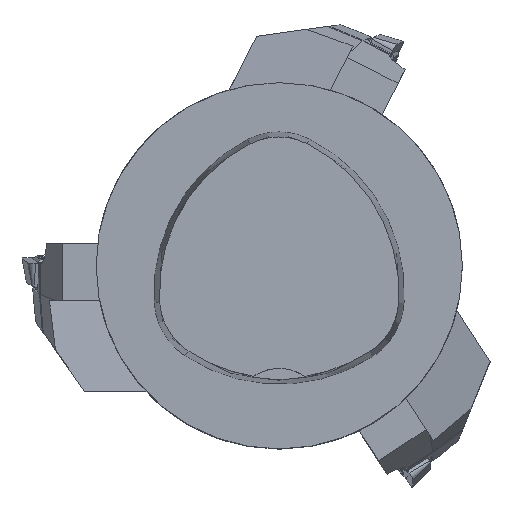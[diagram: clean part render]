
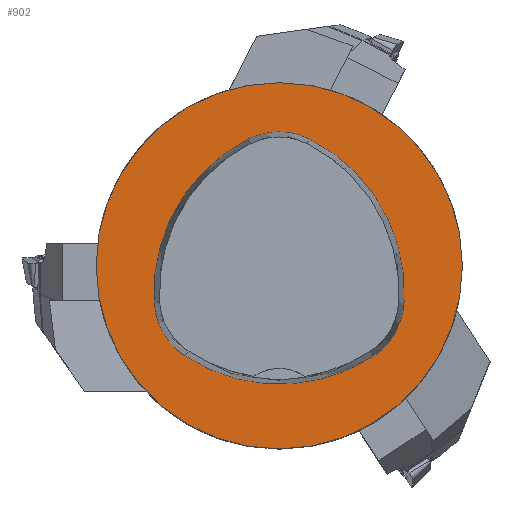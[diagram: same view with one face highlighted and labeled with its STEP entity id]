
A CAD part, top view. The second image highlights one B-rep face of the part: STEP entity #902.
In plain terms, the highlighted planar face has unit normal (0, 0, 1).
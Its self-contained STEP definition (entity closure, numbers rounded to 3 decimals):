
#200=PLANE('',#2927);
#902=ADVANCED_FACE('',(#1071,#1072),#200,.T.);
#1071=FACE_BOUND('',#1179,.T.);
#1072=FACE_BOUND('',#1180,.T.);
#1179=EDGE_LOOP('',(#1537,#1538,#1539,#1540,#1541,#1542));
#1180=EDGE_LOOP('',(#1543));
#1537=ORIENTED_EDGE('',*,*,#2407,.T.);
#1538=ORIENTED_EDGE('',*,*,#2387,.T.);
#1539=ORIENTED_EDGE('',*,*,#2391,.T.);
#1540=ORIENTED_EDGE('',*,*,#2394,.T.);
#1541=ORIENTED_EDGE('',*,*,#2397,.T.);
#1542=ORIENTED_EDGE('',*,*,#2405,.T.);
#1543=ORIENTED_EDGE('',*,*,#2378,.F.);
#2096=VERTEX_POINT('',#4121);
#2105=VERTEX_POINT('',#4140);
#2106=VERTEX_POINT('',#4141);
#2109=VERTEX_POINT('',#4149);
#2111=VERTEX_POINT('',#4155);
#2113=VERTEX_POINT('',#4161);
#2120=VERTEX_POINT('',#4182);
#2378=EDGE_CURVE('',#2096,#2096,#2655,.T.);
#2387=EDGE_CURVE('',#2105,#2106,#2656,.T.);
#2391=EDGE_CURVE('',#2106,#2109,#2658,.T.);
#2394=EDGE_CURVE('',#2109,#2111,#2660,.T.);
#2397=EDGE_CURVE('',#2111,#2113,#2662,.T.);
#2405=EDGE_CURVE('',#2113,#2120,#2666,.T.);
#2407=EDGE_CURVE('',#2120,#2105,#2668,.T.);
#2655=CIRCLE('',#2899,16.);
#2656=CIRCLE('',#2905,15.);
#2658=CIRCLE('',#2908,6.);
#2660=CIRCLE('',#2911,15.);
#2662=CIRCLE('',#2914,6.);
#2666=CIRCLE('',#2919,15.);
#2668=CIRCLE('',#2922,6.);
#2899=AXIS2_PLACEMENT_3D('',#4120,#3289,#3290);
#2905=AXIS2_PLACEMENT_3D('',#4139,#3305,#3306);
#2908=AXIS2_PLACEMENT_3D('',#4148,#3313,#3314);
#2911=AXIS2_PLACEMENT_3D('',#4154,#3320,#3321);
#2914=AXIS2_PLACEMENT_3D('',#4160,#3327,#3328);
#2919=AXIS2_PLACEMENT_3D('',#4183,#3339,#3340);
#2922=AXIS2_PLACEMENT_3D('',#4186,#3345,#3346);
#2927=AXIS2_PLACEMENT_3D('',#4191,#3355,#3356);
#3289=DIRECTION('',(0.,0.,-1.));
#3290=DIRECTION('',(-1.,0.,0.));
#3305=DIRECTION('',(0.,0.,-1.));
#3306=DIRECTION('',(-1.,0.,0.));
#3313=DIRECTION('',(0.,0.,-1.));
#3314=DIRECTION('',(-1.,0.,0.));
#3320=DIRECTION('',(0.,0.,-1.));
#3321=DIRECTION('',(-1.,0.,0.));
#3327=DIRECTION('',(0.,0.,-1.));
#3328=DIRECTION('',(-1.,0.,0.));
#3339=DIRECTION('',(0.,0.,-1.));
#3340=DIRECTION('',(-1.,0.,0.));
#3345=DIRECTION('',(0.,0.,-1.));
#3346=DIRECTION('',(-1.,0.,0.));
#3355=DIRECTION('',(0.,0.,1.));
#3356=DIRECTION('',(1.,0.,0.));
#4120=CARTESIAN_POINT('',(0.,0.,0.));
#4121=CARTESIAN_POINT('',(-16.,0.,0.));
#4139=CARTESIAN_POINT('',(4.048,-2.316,0.));
#4140=CARTESIAN_POINT('',(-10.926,-3.206,0.));
#4141=CARTESIAN_POINT('',(-2.774,11.043,0.));
#4148=CARTESIAN_POINT('',(-0.045,5.7,0.));
#4149=CARTESIAN_POINT('',(2.638,11.066,0.));
#4154=CARTESIAN_POINT('',(-4.07,-2.35,0.));
#4155=CARTESIAN_POINT('',(10.903,-3.249,0.));
#4160=CARTESIAN_POINT('',(4.914,-2.889,0.));
#4161=CARTESIAN_POINT('',(8.177,-7.924,0.));
#4182=CARTESIAN_POINT('',(-8.24,-7.859,0.));
#4183=CARTESIAN_POINT('',(0.019,4.663,0.));
#4186=CARTESIAN_POINT('',(-4.936,-2.85,0.));
#4191=CARTESIAN_POINT('',(0.,0.,0.));
